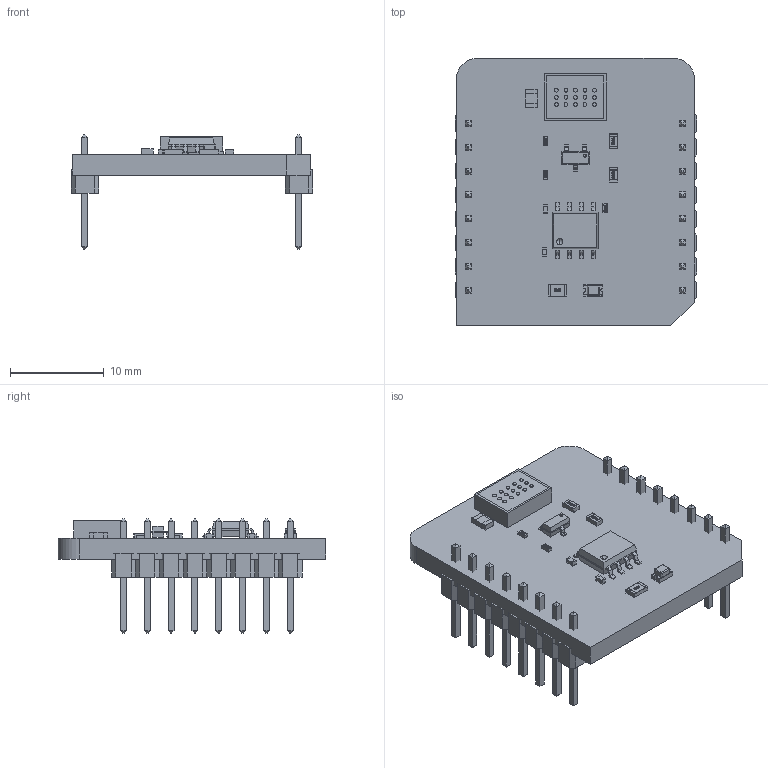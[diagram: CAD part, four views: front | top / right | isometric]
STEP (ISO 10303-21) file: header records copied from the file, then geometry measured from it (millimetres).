
FILE_DESCRIPTION(('Open CASCADE Model'),'2;1');
FILE_NAME('Open CASCADE Shape Model','2019-08-02T11:41:43',('Author'),( 'Open CASCADE'),'Open CASCADE STEP processor 6.8','Open CASCADE 6.8' ,'Unknown');
FILE_SCHEMA(('AUTOMOTIVE_DESIGN { 1 0 10303 214 1 1 1 1 }'));
Length unit declared in the file: millimetre
Products named in the file (36): PCB; Board; U2; SOIC-8; U1; 701783632; Extruded; 701783768; 761961712; Cylinder; R6; User_Library-R_0603; R5; User_Library-R_0402; R4; R3; R2; Q1; SOT23-3; C3; User_Library-SMD_CAPACITOR0805; C2; User_Library-SMD_CAPACITOR0402; C1; R1; User_Library-R_0805; MBD1; Header_1x8; Free-Models; 1240637040; User_Library-PinHeaderX5-1_PinHeaderX5_Body_1; User_Library-PinHeaderX5-1_PinHeaderX5_Pins_1; LD1; led_0805_green
Assembly tree (55 placements, depth 7):
  PCB
    Board
    U2
      SOIC-8
    U1
      701783632
        Extruded
      701783768
        Extruded
      761961712  x15
        Cylinder
    R6
      User_Library-R_0603
    R5
      User_Library-R_0402
    R4
      User_Library-R_0603
    R3
      User_Library-R_0402
    R2
      User_Library-R_0402
    Q1
      SOT23-3
    C3
      User_Library-SMD_CAPACITOR0805
    C2
      User_Library-SMD_CAPACITOR0402
    C1
      User_Library-SMD_CAPACITOR0402
    R1
      User_Library-R_0805
    MBD1
      Header_1x8  x2
        PCB
          Free-Models
            1240637040  x2
              User_Library-PinHeaderX5-1_PinHeaderX5_Body_1
              User_Library-PinHeaderX5-1_PinHeaderX5_Pins_1
    LD1
      led_0805_green
Bounding box: 25.78 x 28.57 x 12.19 mm (x, y, z)
Volume: 2222.1 mm3; surface area: 3362 mm2
Topology: 56 solids, 56 shells, 1437 faces, 3540 edges, 2240 vertices
Faces by surface type: plane 1075, bspline 210, cylinder 120, sphere 32
Full cylindrical faces by diameter (mm): 0.4 x15
Entity records: 32653 total; most frequent: CARTESIAN_POINT 11029, ORIENTED_EDGE 3664, DIRECTION 3162, EDGE_CURVE 1832, LINE 1416, VECTOR 1416, VERTEX_POINT 1168, AXIS2_PLACEMENT_3D 873
